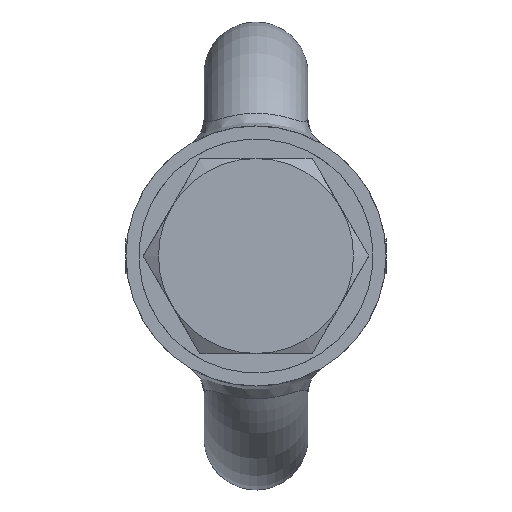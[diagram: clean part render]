
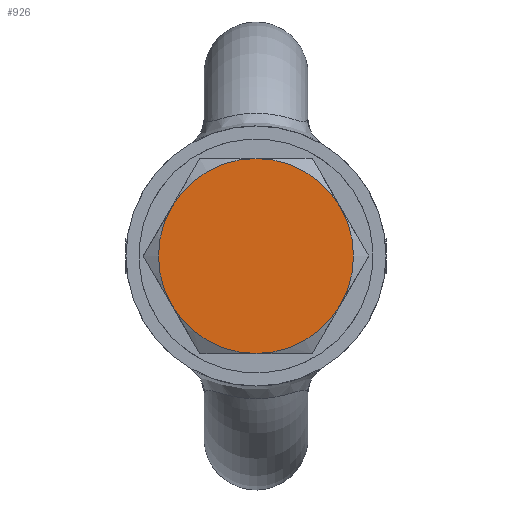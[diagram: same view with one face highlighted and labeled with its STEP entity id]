
A CAD part, left-side view. The second image highlights one B-rep face of the part: STEP entity #926.
In plain terms, the highlighted planar face has unit normal (-1, 0, 0).
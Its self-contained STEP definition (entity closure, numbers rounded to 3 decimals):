
#108=PLANE('',#1040);
#160=FACE_OUTER_BOUND('',#221,.T.);
#221=EDGE_LOOP('',(#796,#797,#798,#799,#800,#801));
#337=CIRCLE('',#1020,15.);
#338=CIRCLE('',#1022,15.);
#339=CIRCLE('',#1024,15.);
#340=CIRCLE('',#1026,15.);
#341=CIRCLE('',#1028,15.);
#342=CIRCLE('',#1030,15.);
#407=VERTEX_POINT('',#2118);
#409=VERTEX_POINT('',#2123);
#411=VERTEX_POINT('',#2130);
#412=VERTEX_POINT('',#2139);
#415=VERTEX_POINT('',#2150);
#416=VERTEX_POINT('',#2159);
#523=EDGE_CURVE('',#409,#407,#337,.T.);
#527=EDGE_CURVE('',#411,#409,#338,.T.);
#529=EDGE_CURVE('',#407,#412,#339,.T.);
#533=EDGE_CURVE('',#415,#411,#340,.T.);
#535=EDGE_CURVE('',#412,#416,#341,.T.);
#539=EDGE_CURVE('',#416,#415,#342,.T.);
#796=ORIENTED_EDGE('',*,*,#523,.T.);
#797=ORIENTED_EDGE('',*,*,#529,.T.);
#798=ORIENTED_EDGE('',*,*,#535,.T.);
#799=ORIENTED_EDGE('',*,*,#539,.T.);
#800=ORIENTED_EDGE('',*,*,#533,.T.);
#801=ORIENTED_EDGE('',*,*,#527,.T.);
#926=ADVANCED_FACE('',(#160),#108,.F.);
#1020=AXIS2_PLACEMENT_3D('',#2124,#1207,#1208);
#1022=AXIS2_PLACEMENT_3D('',#2137,#1211,#1212);
#1024=AXIS2_PLACEMENT_3D('',#2144,#1215,#1216);
#1026=AXIS2_PLACEMENT_3D('',#2157,#1219,#1220);
#1028=AXIS2_PLACEMENT_3D('',#2164,#1223,#1224);
#1030=AXIS2_PLACEMENT_3D('',#2176,#1227,#1228);
#1040=AXIS2_PLACEMENT_3D('',#2206,#1259,#1260);
#1207=DIRECTION('center_axis',(-1.,0.,0.));
#1208=DIRECTION('ref_axis',(0.,1.,0.));
#1211=DIRECTION('center_axis',(-1.,0.,0.));
#1212=DIRECTION('ref_axis',(0.,1.,0.));
#1215=DIRECTION('center_axis',(-1.,0.,0.));
#1216=DIRECTION('ref_axis',(0.,1.,0.));
#1219=DIRECTION('center_axis',(-1.,0.,0.));
#1220=DIRECTION('ref_axis',(0.,1.,0.));
#1223=DIRECTION('center_axis',(-1.,0.,0.));
#1224=DIRECTION('ref_axis',(0.,1.,0.));
#1227=DIRECTION('center_axis',(-1.,0.,0.));
#1228=DIRECTION('ref_axis',(0.,1.,0.));
#1259=DIRECTION('center_axis',(1.,0.,0.));
#1260=DIRECTION('ref_axis',(0.,0.,-1.));
#2118=CARTESIAN_POINT('',(-12.5,12.99,7.5));
#2123=CARTESIAN_POINT('',(-12.5,0.,15.));
#2124=CARTESIAN_POINT('Origin',(-12.5,0.,0.));
#2130=CARTESIAN_POINT('',(-12.5,-12.99,7.5));
#2137=CARTESIAN_POINT('Origin',(-12.5,0.,0.));
#2139=CARTESIAN_POINT('',(-12.5,12.99,-7.5));
#2144=CARTESIAN_POINT('Origin',(-12.5,0.,0.));
#2150=CARTESIAN_POINT('',(-12.5,-12.99,-7.5));
#2157=CARTESIAN_POINT('Origin',(-12.5,0.,0.));
#2159=CARTESIAN_POINT('',(-12.5,0.,-15.));
#2164=CARTESIAN_POINT('Origin',(-12.5,0.,0.));
#2176=CARTESIAN_POINT('Origin',(-12.5,0.,0.));
#2206=CARTESIAN_POINT('Origin',(-12.5,0.,0.));
